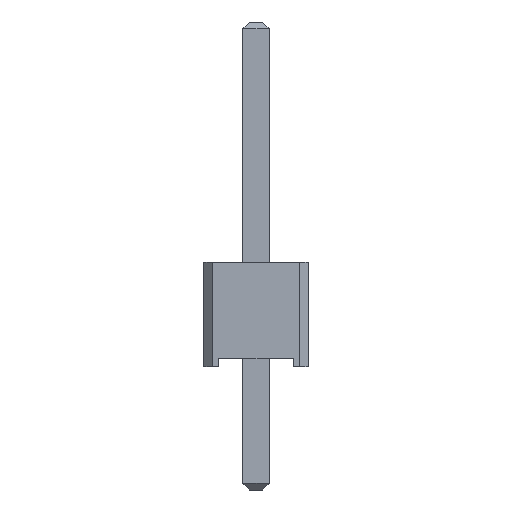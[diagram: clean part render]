
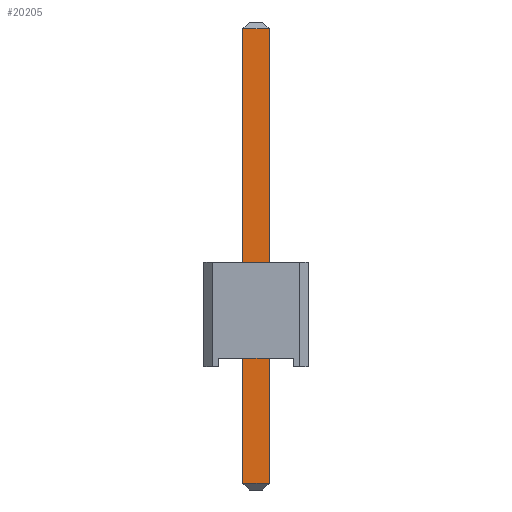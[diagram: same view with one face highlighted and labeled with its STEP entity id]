
A CAD part, left-side view. The second image highlights one B-rep face of the part: STEP entity #20205.
In plain terms, the highlighted planar face has unit normal (-1, 0, 0).
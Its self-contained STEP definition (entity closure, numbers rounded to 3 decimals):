
#20089 = EDGE_CURVE('',#20090,#20092,#20094,.T.);
#20090 = VERTEX_POINT('',#20091);
#20091 = CARTESIAN_POINT('',(-0.32,0.32,-2.84));
#20092 = VERTEX_POINT('',#20093);
#20093 = CARTESIAN_POINT('',(-0.32,0.32,8.22));
#20094 = SURFACE_CURVE('',#20095,(#20099,#20111),.PCURVE_S1.);
#20095 = LINE('',#20096,#20097);
#20096 = CARTESIAN_POINT('',(-0.32,0.32,-3.));
#20097 = VECTOR('',#20098,1.);
#20098 = DIRECTION('',(0.,0.,1.));
#20099 = PCURVE('',#20100,#20105);
#20100 = PLANE('',#20101);
#20101 = AXIS2_PLACEMENT_3D('',#20102,#20103,#20104);
#20102 = CARTESIAN_POINT('',(-0.32,0.32,-3.));
#20103 = DIRECTION('',(0.,1.,0.));
#20104 = DIRECTION('',(1.,0.,0.));
#20105 = DEFINITIONAL_REPRESENTATION('',(#20106),#20110);
#20106 = LINE('',#20107,#20108);
#20107 = CARTESIAN_POINT('',(0.,0.));
#20108 = VECTOR('',#20109,1.);
#20109 = DIRECTION('',(0.,-1.));
#20110 = ( GEOMETRIC_REPRESENTATION_CONTEXT(2) 
PARAMETRIC_REPRESENTATION_CONTEXT() REPRESENTATION_CONTEXT('2D SPACE',''
  ) );
#20111 = PCURVE('',#20112,#20117);
#20112 = PLANE('',#20113);
#20113 = AXIS2_PLACEMENT_3D('',#20114,#20115,#20116);
#20114 = CARTESIAN_POINT('',(-0.32,-0.32,-3.));
#20115 = DIRECTION('',(-1.,0.,0.));
#20116 = DIRECTION('',(0.,1.,0.));
#20117 = DEFINITIONAL_REPRESENTATION('',(#20118),#20122);
#20118 = LINE('',#20119,#20120);
#20119 = CARTESIAN_POINT('',(0.64,0.));
#20120 = VECTOR('',#20121,1.);
#20121 = DIRECTION('',(0.,-1.));
#20122 = ( GEOMETRIC_REPRESENTATION_CONTEXT(2) 
PARAMETRIC_REPRESENTATION_CONTEXT() REPRESENTATION_CONTEXT('2D SPACE',''
  ) );
#20205 = ADVANCED_FACE('',(#20206),#20112,.T.);
#20206 = FACE_BOUND('',#20207,.T.);
#20207 = EDGE_LOOP('',(#20208,#20238,#20264,#20265));
#20208 = ORIENTED_EDGE('',*,*,#20209,.T.);
#20209 = EDGE_CURVE('',#20210,#20212,#20214,.T.);
#20210 = VERTEX_POINT('',#20211);
#20211 = CARTESIAN_POINT('',(-0.32,-0.32,-2.84));
#20212 = VERTEX_POINT('',#20213);
#20213 = CARTESIAN_POINT('',(-0.32,-0.32,8.22));
#20214 = SURFACE_CURVE('',#20215,(#20219,#20226),.PCURVE_S1.);
#20215 = LINE('',#20216,#20217);
#20216 = CARTESIAN_POINT('',(-0.32,-0.32,-3.));
#20217 = VECTOR('',#20218,1.);
#20218 = DIRECTION('',(0.,0.,1.));
#20219 = PCURVE('',#20112,#20220);
#20220 = DEFINITIONAL_REPRESENTATION('',(#20221),#20225);
#20221 = LINE('',#20222,#20223);
#20222 = CARTESIAN_POINT('',(0.,0.));
#20223 = VECTOR('',#20224,1.);
#20224 = DIRECTION('',(0.,-1.));
#20225 = ( GEOMETRIC_REPRESENTATION_CONTEXT(2) 
PARAMETRIC_REPRESENTATION_CONTEXT() REPRESENTATION_CONTEXT('2D SPACE',''
  ) );
#20226 = PCURVE('',#20227,#20232);
#20227 = PLANE('',#20228);
#20228 = AXIS2_PLACEMENT_3D('',#20229,#20230,#20231);
#20229 = CARTESIAN_POINT('',(0.32,-0.32,-3.));
#20230 = DIRECTION('',(0.,-1.,0.));
#20231 = DIRECTION('',(-1.,0.,0.));
#20232 = DEFINITIONAL_REPRESENTATION('',(#20233),#20237);
#20233 = LINE('',#20234,#20235);
#20234 = CARTESIAN_POINT('',(0.64,0.));
#20235 = VECTOR('',#20236,1.);
#20236 = DIRECTION('',(0.,-1.));
#20237 = ( GEOMETRIC_REPRESENTATION_CONTEXT(2) 
PARAMETRIC_REPRESENTATION_CONTEXT() REPRESENTATION_CONTEXT('2D SPACE',''
  ) );
#20238 = ORIENTED_EDGE('',*,*,#20239,.T.);
#20239 = EDGE_CURVE('',#20212,#20092,#20240,.T.);
#20240 = SURFACE_CURVE('',#20241,(#20245,#20252),.PCURVE_S1.);
#20241 = LINE('',#20242,#20243);
#20242 = CARTESIAN_POINT('',(-0.32,-0.32,8.22));
#20243 = VECTOR('',#20244,1.);
#20244 = DIRECTION('',(0.,1.,0.));
#20245 = PCURVE('',#20112,#20246);
#20246 = DEFINITIONAL_REPRESENTATION('',(#20247),#20251);
#20247 = LINE('',#20248,#20249);
#20248 = CARTESIAN_POINT('',(0.,-11.22));
#20249 = VECTOR('',#20250,1.);
#20250 = DIRECTION('',(1.,0.));
#20251 = ( GEOMETRIC_REPRESENTATION_CONTEXT(2) 
PARAMETRIC_REPRESENTATION_CONTEXT() REPRESENTATION_CONTEXT('2D SPACE',''
  ) );
#20252 = PCURVE('',#20253,#20258);
#20253 = PLANE('',#20254);
#20254 = AXIS2_PLACEMENT_3D('',#20255,#20256,#20257);
#20255 = CARTESIAN_POINT('',(-0.24,-0.32,8.3));
#20256 = DIRECTION('',(-0.707,0.,
    0.707));
#20257 = DIRECTION('',(0.,-1.,0.));
#20258 = DEFINITIONAL_REPRESENTATION('',(#20259),#20263);
#20259 = LINE('',#20260,#20261);
#20260 = CARTESIAN_POINT('',(0.,-0.113));
#20261 = VECTOR('',#20262,1.);
#20262 = DIRECTION('',(-1.,0.));
#20263 = ( GEOMETRIC_REPRESENTATION_CONTEXT(2) 
PARAMETRIC_REPRESENTATION_CONTEXT() REPRESENTATION_CONTEXT('2D SPACE',''
  ) );
#20264 = ORIENTED_EDGE('',*,*,#20089,.F.);
#20265 = ORIENTED_EDGE('',*,*,#20266,.F.);
#20266 = EDGE_CURVE('',#20210,#20090,#20267,.T.);
#20267 = SURFACE_CURVE('',#20268,(#20272,#20279),.PCURVE_S1.);
#20268 = LINE('',#20269,#20270);
#20269 = CARTESIAN_POINT('',(-0.32,-0.32,-2.84));
#20270 = VECTOR('',#20271,1.);
#20271 = DIRECTION('',(0.,1.,0.));
#20272 = PCURVE('',#20112,#20273);
#20273 = DEFINITIONAL_REPRESENTATION('',(#20274),#20278);
#20274 = LINE('',#20275,#20276);
#20275 = CARTESIAN_POINT('',(0.,-0.16));
#20276 = VECTOR('',#20277,1.);
#20277 = DIRECTION('',(1.,0.));
#20278 = ( GEOMETRIC_REPRESENTATION_CONTEXT(2) 
PARAMETRIC_REPRESENTATION_CONTEXT() REPRESENTATION_CONTEXT('2D SPACE',''
  ) );
#20279 = PCURVE('',#20280,#20285);
#20280 = PLANE('',#20281);
#20281 = AXIS2_PLACEMENT_3D('',#20282,#20283,#20284);
#20282 = CARTESIAN_POINT('',(-0.24,-0.32,-2.92));
#20283 = DIRECTION('',(0.707,0.,0.707));
#20284 = DIRECTION('',(0.,-1.,0.));
#20285 = DEFINITIONAL_REPRESENTATION('',(#20286),#20290);
#20286 = LINE('',#20287,#20288);
#20287 = CARTESIAN_POINT('',(0.,-0.113));
#20288 = VECTOR('',#20289,1.);
#20289 = DIRECTION('',(-1.,0.));
#20290 = ( GEOMETRIC_REPRESENTATION_CONTEXT(2) 
PARAMETRIC_REPRESENTATION_CONTEXT() REPRESENTATION_CONTEXT('2D SPACE',''
  ) );
